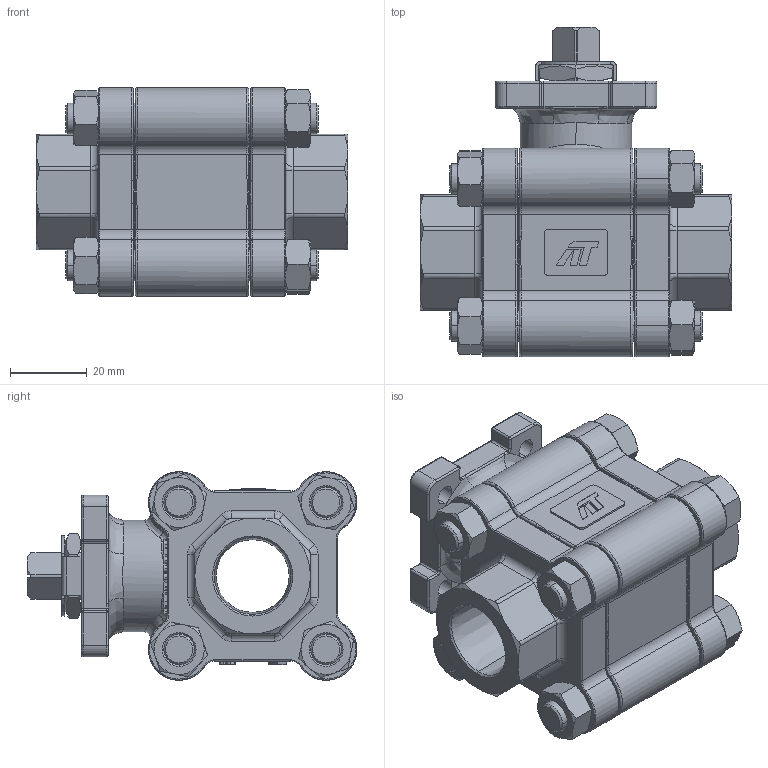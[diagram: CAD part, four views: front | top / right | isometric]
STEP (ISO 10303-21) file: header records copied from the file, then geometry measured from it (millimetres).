
FILE_DESCRIPTION (( 'STEP AP214' ), '1' );
FILE_NAME ('FMX-TH-0050-XXX BARE STEM.step', '2019-11-19T15:44:33', ( '' ), ( '' ), 'SwSTEP 2.0', 'SolidWorks 2019', '' );
FILE_SCHEMA (( 'AUTOMOTIVE_DESIGN' ));
Length unit declared in the file: inch
Products named in the file (2): FMX-TH-0050-XXX BARE STEM
Bounding box: 81 x 85.69 x 54.18 mm (x, y, z)
Surface area: 37919.4 mm2 (no closed solid volume)
Topology: 0 solids, 25 shells, 1113 faces, 2898 edges, 1822 vertices
Faces by surface type: plane 371, bspline 365, cylinder 231, cone 146
Entity records: 67270 total; most frequent: CARTESIAN_POINT 28417, ORIENTED_EDGE 5425, DIRECTION 4200, EDGE_CURVE 2875, VERTEX_POINT 1819, AXIS2_PLACEMENT_3D 1489, LINE 1222, VECTOR 1222
